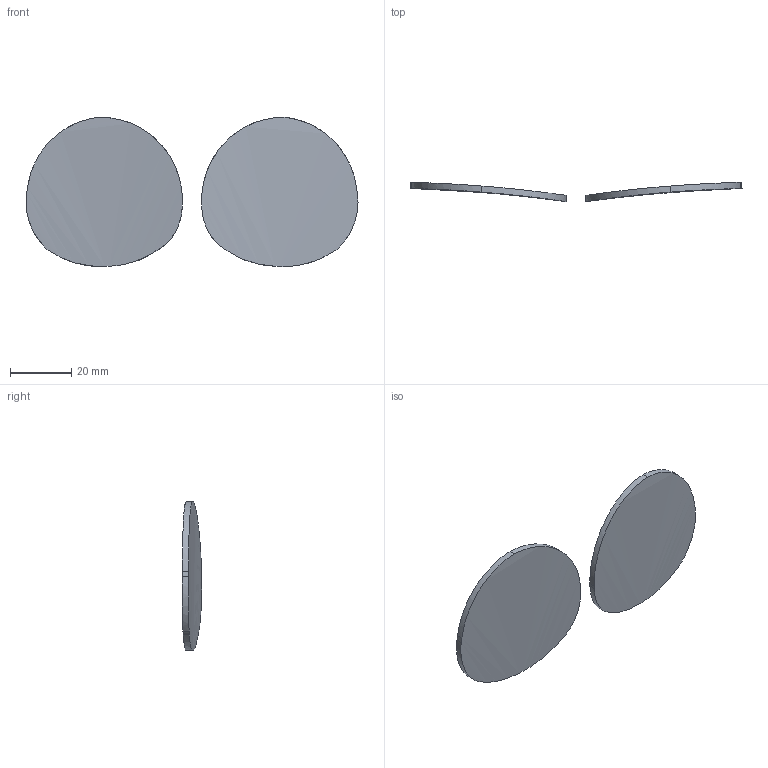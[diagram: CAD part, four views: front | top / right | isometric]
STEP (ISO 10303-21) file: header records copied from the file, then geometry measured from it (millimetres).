
FILE_DESCRIPTION(/* description */ (''),/* implementation_level */ '2;1');
FILE_NAME(/* name */ 'lensCAD.step',/* time_stamp */ '2020-11-11T13:11:44-06:00',/* author */ (''),/* organization */ (''),/* preprocessor_version */ 'ST-DEVELOPER v18.1',/* originating_system */ 'Autodesk Translation Framework v9.3.0.1241',/* authorisation */ '');
FILE_SCHEMA (('AUTOMOTIVE_DESIGN { 1 0 10303 214 3 1 1 }'));
Length unit declared in the file: millimetre
Products named in the file (1): lensCAM
Bounding box: 108.72 x 6.3 x 48.82 mm (x, y, z)
Volume: 7920.4 mm3; surface area: 8583.4 mm2
Topology: 2 solids, 2 shells, 26 faces, 66 edges, 44 vertices
Faces by surface type: bspline 26
Entity records: 1092 total; most frequent: CARTESIAN_POINT 605, ORIENTED_EDGE 132, EDGE_CURVE 66, B_SPLINE_CURVE_WITH_KNOTS 44, VERTEX_POINT 44, FACE_OUTER_BOUND 26, EDGE_LOOP 26, ADVANCED_FACE 26
